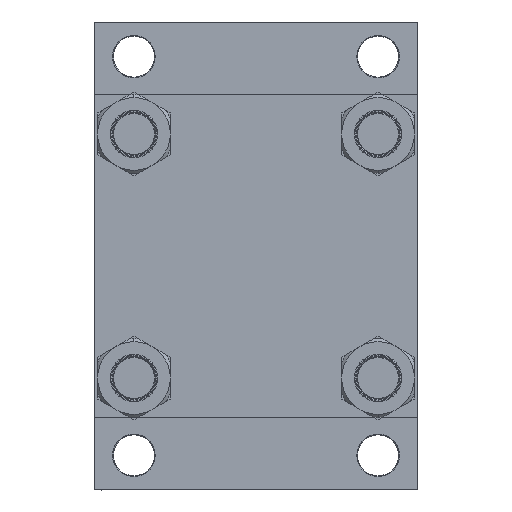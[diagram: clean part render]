
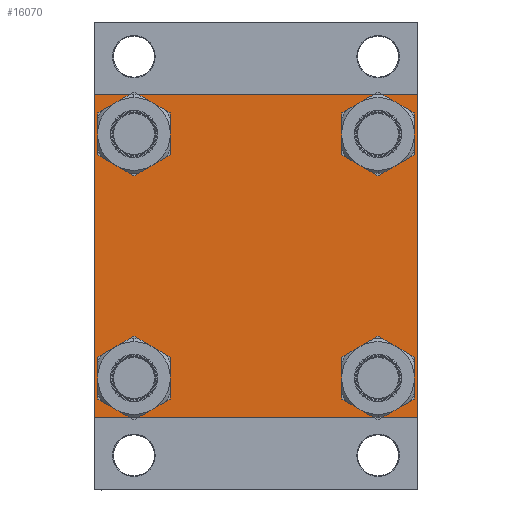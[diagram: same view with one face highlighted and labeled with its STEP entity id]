
A CAD part, left-side view. The second image highlights one B-rep face of the part: STEP entity #16070.
In plain terms, the highlighted planar face has unit normal (-1, 0, 0).
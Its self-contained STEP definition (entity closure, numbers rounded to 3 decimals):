
#94 = CARTESIAN_POINT ( 'NONE',  ( 0., 102.5, -102. ) ) ;
#607 = AXIS2_PLACEMENT_3D ( 'NONE', #48325, #37785, #14584 ) ;
#1530 = DIRECTION ( 'NONE',  ( 0., 0., 1. ) ) ;
#2347 = EDGE_CURVE ( 'NONE', #30370, #38744, #10080, .T. ) ;
#2601 = FACE_BOUND ( 'NONE', #37985, .T. ) ;
#3711 = CARTESIAN_POINT ( 'NONE',  ( 0., 77.45, -77.45 ) ) ;
#3734 = LINE ( 'NONE', #34004, #29077 ) ;
#4449 = LINE ( 'NONE', #4688, #35434 ) ;
#4688 = CARTESIAN_POINT ( 'NONE',  ( 0., 102.25, 102.25 ) ) ;
#5167 = DIRECTION ( 'NONE',  ( 1., 0., 0. ) ) ;
#5192 = ORIENTED_EDGE ( 'NONE', *, *, #30369, .F. ) ;
#5756 = EDGE_CURVE ( 'NONE', #38744, #47112, #43264, .T. ) ;
#5772 = EDGE_CURVE ( 'NONE', #29952, #20461, #30222, .T. ) ;
#6054 = CARTESIAN_POINT ( 'NONE',  ( 0., -77.45, -63.45 ) ) ;
#6394 = CARTESIAN_POINT ( 'NONE',  ( 0., 77.45, -91.45 ) ) ;
#6418 = EDGE_CURVE ( 'NONE', #6581, #33133, #41825, .T. ) ;
#6481 = CIRCLE ( 'NONE', #45510, 14. ) ;
#6581 = VERTEX_POINT ( 'NONE', #36785 ) ;
#6676 = VECTOR ( 'NONE', #13979, 1000. ) ;
#6693 = ORIENTED_EDGE ( 'NONE', *, *, #47253, .T. ) ;
#7227 = CARTESIAN_POINT ( 'NONE',  ( 0., -77.45, -91.45 ) ) ;
#8283 = LINE ( 'NONE', #23172, #15823 ) ;
#8359 = AXIS2_PLACEMENT_3D ( 'NONE', #3711, #45467, #33750 ) ;
#8392 = AXIS2_PLACEMENT_3D ( 'NONE', #9544, #5167, #17114 ) ;
#8488 = DIRECTION ( 'NONE',  ( 0., 0., 1. ) ) ;
#8607 = EDGE_LOOP ( 'NONE', ( #25939, #15706, #45512, #37887, #19834, #43017, #5192, #33342 ) ) ;
#9247 = VERTEX_POINT ( 'NONE', #44458 ) ;
#9323 = AXIS2_PLACEMENT_3D ( 'NONE', #42194, #34388, #8488 ) ;
#9544 = CARTESIAN_POINT ( 'NONE',  ( 0., -77.45, 77.45 ) ) ;
#10080 = LINE ( 'NONE', #47228, #6676 ) ;
#10308 = ORIENTED_EDGE ( 'NONE', *, *, #19575, .T. ) ;
#10603 = VERTEX_POINT ( 'NONE', #17134 ) ;
#10849 = AXIS2_PLACEMENT_3D ( 'NONE', #46235, #27400, #1530 ) ;
#11681 = AXIS2_PLACEMENT_3D ( 'NONE', #35843, #28025, #47091 ) ;
#11940 = EDGE_CURVE ( 'NONE', #23537, #9247, #25616, .T. ) ;
#11969 = DIRECTION ( 'NONE',  ( 0., 0.707, 0.707 ) ) ;
#12118 = CARTESIAN_POINT ( 'NONE',  ( 0., 102., -102.5 ) ) ;
#13335 = FACE_BOUND ( 'NONE', #28922, .T. ) ;
#13598 = DIRECTION ( 'NONE',  ( 0., 0., 1. ) ) ;
#13819 = VECTOR ( 'NONE', #40291, 1000. ) ;
#13979 = DIRECTION ( 'NONE',  ( 0., -0.707, -0.707 ) ) ;
#14293 = FACE_BOUND ( 'NONE', #47466, .T. ) ;
#14584 = DIRECTION ( 'NONE',  ( 0., 0., 1. ) ) ;
#15706 = ORIENTED_EDGE ( 'NONE', *, *, #2347, .T. ) ;
#15823 = VECTOR ( 'NONE', #41745, 1000. ) ;
#16070 = ADVANCED_FACE ( 'NONE', ( #14293, #17002, #2601, #13335, #29200 ), #43631, .T. ) ;
#16191 = VECTOR ( 'NONE', #38623, 1000. ) ;
#16199 = VERTEX_POINT ( 'NONE', #7227 ) ;
#17002 = FACE_BOUND ( 'NONE', #45632, .T. ) ;
#17114 = DIRECTION ( 'NONE',  ( 0., 0., 1. ) ) ;
#17134 = CARTESIAN_POINT ( 'NONE',  ( 0., 102., 102.5 ) ) ;
#18616 = DIRECTION ( 'NONE',  ( 0., -1., 0. ) ) ;
#18693 = CARTESIAN_POINT ( 'NONE',  ( 0., -77.45, 77.45 ) ) ;
#19539 = EDGE_CURVE ( 'NONE', #45250, #16199, #46815, .T. ) ;
#19575 = EDGE_CURVE ( 'NONE', #16199, #45250, #34324, .T. ) ;
#19834 = ORIENTED_EDGE ( 'NONE', *, *, #11940, .F. ) ;
#20319 = ORIENTED_EDGE ( 'NONE', *, *, #31887, .T. ) ;
#20461 = VERTEX_POINT ( 'NONE', #44393 ) ;
#20528 = CARTESIAN_POINT ( 'NONE',  ( 0., 102.5, -102.5 ) ) ;
#20561 = ORIENTED_EDGE ( 'NONE', *, *, #5772, .T. ) ;
#20600 = ORIENTED_EDGE ( 'NONE', *, *, #6418, .T. ) ;
#20895 = VECTOR ( 'NONE', #11969, 1000. ) ;
#20899 = DIRECTION ( 'NONE',  ( 0., 0., 1. ) ) ;
#21700 = DIRECTION ( 'NONE',  ( 0., 0., -1. ) ) ;
#22352 = DIRECTION ( 'NONE',  ( 1., 0., 0. ) ) ;
#22595 = DIRECTION ( 'NONE',  ( 0., 0., 1. ) ) ;
#22756 = DIRECTION ( 'NONE',  ( 0., 0.707, -0.707 ) ) ;
#23172 = CARTESIAN_POINT ( 'NONE',  ( 0., -102.25, -102.25 ) ) ;
#23537 = VERTEX_POINT ( 'NONE', #41951 ) ;
#24901 = CIRCLE ( 'NONE', #10849, 14. ) ;
#25484 = VERTEX_POINT ( 'NONE', #6394 ) ;
#25616 = LINE ( 'NONE', #33193, #39665 ) ;
#25939 = ORIENTED_EDGE ( 'NONE', *, *, #41114, .T. ) ;
#26930 = EDGE_CURVE ( 'NONE', #47112, #9247, #8283, .T. ) ;
#27114 = LINE ( 'NONE', #45458, #20895 ) ;
#27400 = DIRECTION ( 'NONE',  ( 1., 0., 0. ) ) ;
#27782 = CARTESIAN_POINT ( 'NONE',  ( 0., -77.45, -77.45 ) ) ;
#28025 = DIRECTION ( 'NONE',  ( 1., 0., 0. ) ) ;
#28480 = VERTEX_POINT ( 'NONE', #38454 ) ;
#28922 = EDGE_LOOP ( 'NONE', ( #20600, #35960 ) ) ;
#29051 = LINE ( 'NONE', #43478, #13819 ) ;
#29077 = VECTOR ( 'NONE', #18616, 1000. ) ;
#29200 = FACE_OUTER_BOUND ( 'NONE', #8607, .T. ) ;
#29952 = VERTEX_POINT ( 'NONE', #39171 ) ;
#30222 = CIRCLE ( 'NONE', #8392, 14. ) ;
#30344 = EDGE_CURVE ( 'NONE', #10603, #28480, #4449, .T. ) ;
#30369 = EDGE_CURVE ( 'NONE', #10603, #35010, #3734, .T. ) ;
#30370 = VERTEX_POINT ( 'NONE', #94 ) ;
#31887 = EDGE_CURVE ( 'NONE', #20461, #29952, #6481, .T. ) ;
#31956 = CIRCLE ( 'NONE', #9323, 14. ) ;
#32796 = AXIS2_PLACEMENT_3D ( 'NONE', #47783, #39471, #20899 ) ;
#33133 = VERTEX_POINT ( 'NONE', #40135 ) ;
#33193 = CARTESIAN_POINT ( 'NONE',  ( 0., -102.5, 102.5 ) ) ;
#33342 = ORIENTED_EDGE ( 'NONE', *, *, #30344, .T. ) ;
#33750 = DIRECTION ( 'NONE',  ( 0., 0., 1. ) ) ;
#34004 = CARTESIAN_POINT ( 'NONE',  ( 0., 102.5, 102.5 ) ) ;
#34324 = CIRCLE ( 'NONE', #41331, 14. ) ;
#34388 = DIRECTION ( 'NONE',  ( 1., 0., 0. ) ) ;
#35010 = VERTEX_POINT ( 'NONE', #40353 ) ;
#35127 = DIRECTION ( 'NONE',  ( 1., 0., 0. ) ) ;
#35434 = VECTOR ( 'NONE', #22756, 1000. ) ;
#35843 = CARTESIAN_POINT ( 'NONE',  ( 0., -77.45, -77.45 ) ) ;
#35960 = ORIENTED_EDGE ( 'NONE', *, *, #46598, .T. ) ;
#36785 = CARTESIAN_POINT ( 'NONE',  ( 0., 77.45, 91.45 ) ) ;
#37785 = DIRECTION ( 'NONE',  ( 1., 0., 0. ) ) ;
#37887 = ORIENTED_EDGE ( 'NONE', *, *, #26930, .T. ) ;
#37985 = EDGE_LOOP ( 'NONE', ( #45402, #6693 ) ) ;
#38454 = CARTESIAN_POINT ( 'NONE',  ( 0., 102.5, 102. ) ) ;
#38623 = DIRECTION ( 'NONE',  ( 0., -1., 0. ) ) ;
#38744 = VERTEX_POINT ( 'NONE', #12118 ) ;
#39171 = CARTESIAN_POINT ( 'NONE',  ( 0., -77.45, 91.45 ) ) ;
#39471 = DIRECTION ( 'NONE',  ( -1., 0., 0. ) ) ;
#39665 = VECTOR ( 'NONE', #21700, 1000. ) ;
#39787 = CARTESIAN_POINT ( 'NONE',  ( 0., -102., -102.5 ) ) ;
#40135 = CARTESIAN_POINT ( 'NONE',  ( 0., 77.45, 63.45 ) ) ;
#40291 = DIRECTION ( 'NONE',  ( 0., 0., -1. ) ) ;
#40353 = CARTESIAN_POINT ( 'NONE',  ( 0., -102., 102.5 ) ) ;
#41114 = EDGE_CURVE ( 'NONE', #28480, #30370, #29051, .T. ) ;
#41331 = AXIS2_PLACEMENT_3D ( 'NONE', #27782, #35127, #13598 ) ;
#41447 = CARTESIAN_POINT ( 'NONE',  ( 0., 77.45, -63.45 ) ) ;
#41586 = ORIENTED_EDGE ( 'NONE', *, *, #19539, .T. ) ;
#41745 = DIRECTION ( 'NONE',  ( 0., -0.707, 0.707 ) ) ;
#41825 = CIRCLE ( 'NONE', #607, 14. ) ;
#41902 = CIRCLE ( 'NONE', #8359, 14. ) ;
#41951 = CARTESIAN_POINT ( 'NONE',  ( 0., -102.5, 102. ) ) ;
#42194 = CARTESIAN_POINT ( 'NONE',  ( 0., 77.45, -77.45 ) ) ;
#42532 = VERTEX_POINT ( 'NONE', #41447 ) ;
#43017 = ORIENTED_EDGE ( 'NONE', *, *, #43154, .T. ) ;
#43154 = EDGE_CURVE ( 'NONE', #23537, #35010, #27114, .T. ) ;
#43264 = LINE ( 'NONE', #20528, #16191 ) ;
#43478 = CARTESIAN_POINT ( 'NONE',  ( 0., 102.5, 102.5 ) ) ;
#43631 = PLANE ( 'NONE',  #32796 ) ;
#43885 = EDGE_CURVE ( 'NONE', #42532, #25484, #41902, .T. ) ;
#44393 = CARTESIAN_POINT ( 'NONE',  ( 0., -77.45, 63.45 ) ) ;
#44458 = CARTESIAN_POINT ( 'NONE',  ( 0., -102.5, -102. ) ) ;
#45250 = VERTEX_POINT ( 'NONE', #6054 ) ;
#45402 = ORIENTED_EDGE ( 'NONE', *, *, #43885, .T. ) ;
#45458 = CARTESIAN_POINT ( 'NONE',  ( 0., -102.25, 102.25 ) ) ;
#45467 = DIRECTION ( 'NONE',  ( 1., 0., 0. ) ) ;
#45510 = AXIS2_PLACEMENT_3D ( 'NONE', #18693, #22352, #22595 ) ;
#45512 = ORIENTED_EDGE ( 'NONE', *, *, #5756, .T. ) ;
#45632 = EDGE_LOOP ( 'NONE', ( #41586, #10308 ) ) ;
#46235 = CARTESIAN_POINT ( 'NONE',  ( 0., 77.45, 77.45 ) ) ;
#46598 = EDGE_CURVE ( 'NONE', #33133, #6581, #24901, .T. ) ;
#46815 = CIRCLE ( 'NONE', #11681, 14. ) ;
#47091 = DIRECTION ( 'NONE',  ( 0., 0., 1. ) ) ;
#47112 = VERTEX_POINT ( 'NONE', #39787 ) ;
#47228 = CARTESIAN_POINT ( 'NONE',  ( 0., 102.25, -102.25 ) ) ;
#47253 = EDGE_CURVE ( 'NONE', #25484, #42532, #31956, .T. ) ;
#47466 = EDGE_LOOP ( 'NONE', ( #20561, #20319 ) ) ;
#47783 = CARTESIAN_POINT ( 'NONE',  ( 0., 0., 0. ) ) ;
#48325 = CARTESIAN_POINT ( 'NONE',  ( 0., 77.45, 77.45 ) ) ;
